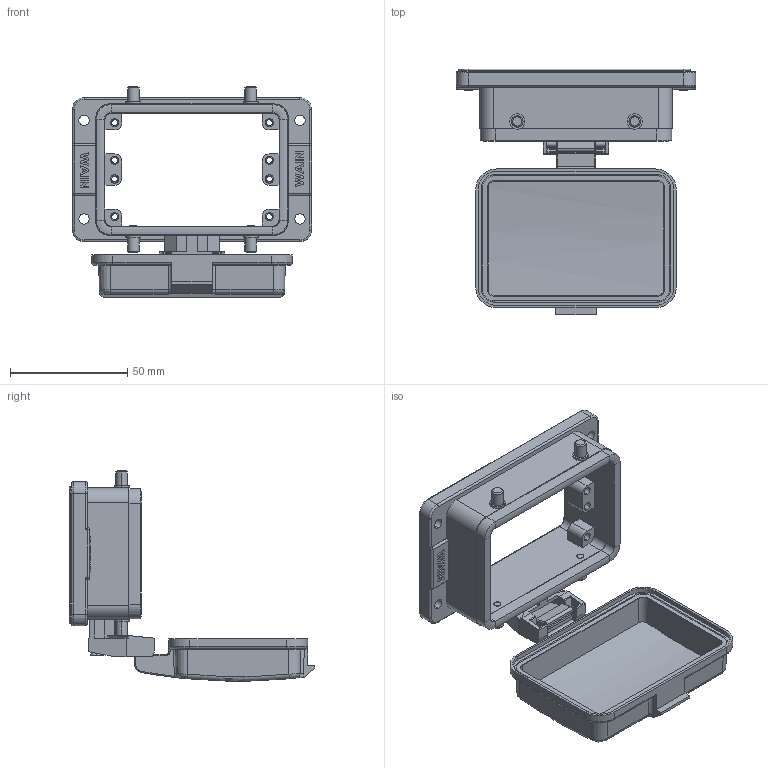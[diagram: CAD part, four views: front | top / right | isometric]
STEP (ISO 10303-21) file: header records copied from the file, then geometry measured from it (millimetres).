
FILE_DESCRIPTION((''),'2;1');
FILE_NAME('W32A-BK-4B-CV_SW0002','2020-07-01T',('sy.ji'),(''),'PRO/ENGINEER BY PARAMETRIC TECHNOLOGY CORPORATION, 2012480','PRO/ENGINEER BY PARAMETRIC TECHNOLOGY CORPORATION, 2012480','');
FILE_SCHEMA(('CONFIG_CONTROL_DESIGN'));
Length unit declared in the file: millimetre
Products named in the file (1): W32A-BK-4B-CV_SW0002
Bounding box: 102 x 104.65 x 89.65 mm (x, y, z)
Volume: 68495.8 mm3; surface area: 47046.2 mm2
Topology: 1 solids, 1 shells, 682 faces, 1859 edges, 1212 vertices
Faces by surface type: plane 328, cylinder 255, torus 55, cone 24, bspline 14, sphere 6
Entity records: 23181 total; most frequent: CARTESIAN_POINT 5419, DIRECTION 3709, ORIENTED_EDGE 3706, EDGE_CURVE 1853, AXIS2_PLACEMENT_3D 1313, VERTEX_POINT 1212, VECTOR 1083, LINE 1083
